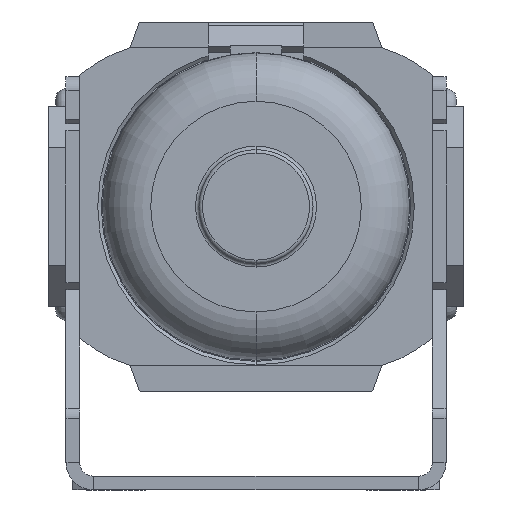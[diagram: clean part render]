
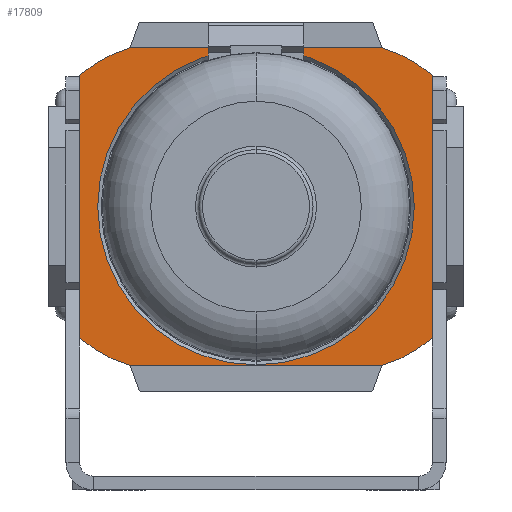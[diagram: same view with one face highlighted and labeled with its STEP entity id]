
A CAD part, front view. The second image highlights one B-rep face of the part: STEP entity #17809.
In plain terms, the highlighted planar face has unit normal (0, -1, 0).
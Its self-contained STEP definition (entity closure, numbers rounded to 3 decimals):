
#1430 = AXIS2_PLACEMENT_3D ( 'NONE', #12590, #4742, #16376 ) ;
#1618 = CIRCLE ( 'NONE', #7232, 22.9 ) ;
#1629 = DIRECTION ( 'NONE',  ( 0., 0., -1. ) ) ;
#1989 = VECTOR ( 'NONE', #20666, 1000. ) ;
#2037 = CARTESIAN_POINT ( 'NONE',  ( -18.217, -31., -23. ) ) ;
#2108 = EDGE_LOOP ( 'NONE', ( #3721, #16911, #15436, #8525, #11070, #14310, #2263, #18160 ) ) ;
#2263 = ORIENTED_EDGE ( 'NONE', *, *, #3830, .T. ) ;
#2654 = CARTESIAN_POINT ( 'NONE',  ( 25.5, -31., 19. ) ) ;
#3033 = VERTEX_POINT ( 'NONE', #2037 ) ;
#3280 = EDGE_CURVE ( 'NONE', #7295, #20805, #5849, .T. ) ;
#3675 = EDGE_LOOP ( 'NONE', ( #4367, #5755 ) ) ;
#3721 = ORIENTED_EDGE ( 'NONE', *, *, #19684, .F. ) ;
#3830 = EDGE_CURVE ( 'NONE', #12703, #6254, #15736, .T. ) ;
#3955 = CARTESIAN_POINT ( 'NONE',  ( 25.5, -31., -23. ) ) ;
#4222 = EDGE_CURVE ( 'NONE', #8764, #9323, #7131, .T. ) ;
#4238 = VECTOR ( 'NONE', #15509, 1000. ) ;
#4367 = ORIENTED_EDGE ( 'NONE', *, *, #4222, .T. ) ;
#4450 = CARTESIAN_POINT ( 'NONE',  ( 0., -31., 0. ) ) ;
#4742 = DIRECTION ( 'NONE',  ( 0., 1., 0. ) ) ;
#4787 = VERTEX_POINT ( 'NONE', #13589 ) ;
#5332 = CARTESIAN_POINT ( 'NONE',  ( 25.5, -31., 23. ) ) ;
#5419 = EDGE_CURVE ( 'NONE', #20805, #11694, #8663, .T. ) ;
#5529 = CARTESIAN_POINT ( 'NONE',  ( 25.5, -31., 26.7 ) ) ;
#5755 = ORIENTED_EDGE ( 'NONE', *, *, #21335, .T. ) ;
#5849 = CIRCLE ( 'NONE', #20171, 20. ) ;
#6101 = CARTESIAN_POINT ( 'NONE',  ( -18.217, -31., 23. ) ) ;
#6107 = DIRECTION ( 'NONE',  ( 0., 0., 1. ) ) ;
#6254 = VERTEX_POINT ( 'NONE', #17281 ) ;
#6699 = CIRCLE ( 'NONE', #7863, 20. ) ;
#7131 = CIRCLE ( 'NONE', #14452, 22.9 ) ;
#7232 = AXIS2_PLACEMENT_3D ( 'NONE', #17534, #7557, #19192 ) ;
#7281 = CARTESIAN_POINT ( 'NONE',  ( 25.5, -31., -19. ) ) ;
#7295 = VERTEX_POINT ( 'NONE', #10986 ) ;
#7313 = DIRECTION ( 'NONE',  ( 0., 1., 0. ) ) ;
#7557 = DIRECTION ( 'NONE',  ( 0., 1., 0. ) ) ;
#7863 = AXIS2_PLACEMENT_3D ( 'NONE', #8996, #20622, #10656 ) ;
#8297 = CARTESIAN_POINT ( 'NONE',  ( 12.441, -31., -3.852 ) ) ;
#8321 = CARTESIAN_POINT ( 'NONE',  ( -12.441, -31., 3.852 ) ) ;
#8508 = LINE ( 'NONE', #5332, #16851 ) ;
#8525 = ORIENTED_EDGE ( 'NONE', *, *, #5419, .F. ) ;
#8663 = LINE ( 'NONE', #5529, #4238 ) ;
#8764 = VERTEX_POINT ( 'NONE', #14708 ) ;
#8996 = CARTESIAN_POINT ( 'NONE',  ( -12.441, -31., -3.852 ) ) ;
#9081 = EDGE_CURVE ( 'NONE', #4787, #11694, #15821, .T. ) ;
#9323 = VERTEX_POINT ( 'NONE', #10727 ) ;
#9660 = FACE_BOUND ( 'NONE', #3675, .T. ) ;
#9772 = EDGE_CURVE ( 'NONE', #3033, #4787, #15290, .T. ) ;
#9969 = DIRECTION ( 'NONE',  ( 1., 0., 0. ) ) ;
#9992 = DIRECTION ( 'NONE',  ( -1., 0., 0. ) ) ;
#10656 = DIRECTION ( 'NONE',  ( -1., 0., 0. ) ) ;
#10727 = CARTESIAN_POINT ( 'NONE',  ( 0., -31., 22.9 ) ) ;
#10986 = CARTESIAN_POINT ( 'NONE',  ( 18.217, -31., 23. ) ) ;
#11070 = ORIENTED_EDGE ( 'NONE', *, *, #3280, .F. ) ;
#11524 = AXIS2_PLACEMENT_3D ( 'NONE', #8321, #19947, #9992 ) ;
#11528 = EDGE_CURVE ( 'NONE', #6254, #15827, #15515, .T. ) ;
#11694 = VERTEX_POINT ( 'NONE', #7281 ) ;
#12590 = CARTESIAN_POINT ( 'NONE',  ( 25.5, -31., 26.7 ) ) ;
#12703 = VERTEX_POINT ( 'NONE', #6101 ) ;
#13589 = CARTESIAN_POINT ( 'NONE',  ( 18.217, -31., -23. ) ) ;
#13648 = DIRECTION ( 'NONE',  ( -1., 0., 0. ) ) ;
#14206 = AXIS2_PLACEMENT_3D ( 'NONE', #8297, #19924, #9969 ) ;
#14310 = ORIENTED_EDGE ( 'NONE', *, *, #20537, .T. ) ;
#14452 = AXIS2_PLACEMENT_3D ( 'NONE', #4450, #16091, #6107 ) ;
#14708 = CARTESIAN_POINT ( 'NONE',  ( 0., -31., -22.9 ) ) ;
#14722 = PLANE ( 'NONE',  #1430 ) ;
#15290 = LINE ( 'NONE', #3955, #1989 ) ;
#15436 = ORIENTED_EDGE ( 'NONE', *, *, #9081, .T. ) ;
#15509 = DIRECTION ( 'NONE',  ( 0., 0., -1. ) ) ;
#15515 = LINE ( 'NONE', #21547, #16038 ) ;
#15736 = CIRCLE ( 'NONE', #11524, 20. ) ;
#15821 = CIRCLE ( 'NONE', #14206, 20. ) ;
#15827 = VERTEX_POINT ( 'NONE', #19747 ) ;
#16038 = VECTOR ( 'NONE', #1629, 1000. ) ;
#16091 = DIRECTION ( 'NONE',  ( 0., 1., 0. ) ) ;
#16376 = DIRECTION ( 'NONE',  ( 0., 0., 1. ) ) ;
#16851 = VECTOR ( 'NONE', #13648, 1000. ) ;
#16911 = ORIENTED_EDGE ( 'NONE', *, *, #9772, .T. ) ;
#17281 = CARTESIAN_POINT ( 'NONE',  ( -25.5, -31., 19. ) ) ;
#17296 = CARTESIAN_POINT ( 'NONE',  ( 12.441, -31., 3.852 ) ) ;
#17534 = CARTESIAN_POINT ( 'NONE',  ( 0., -31., 0. ) ) ;
#17809 = ADVANCED_FACE ( 'NONE', ( #9660, #18490 ), #14722, .F. ) ;
#18160 = ORIENTED_EDGE ( 'NONE', *, *, #11528, .T. ) ;
#18490 = FACE_OUTER_BOUND ( 'NONE', #2108, .T. ) ;
#18944 = DIRECTION ( 'NONE',  ( 1., 0., 0. ) ) ;
#19192 = DIRECTION ( 'NONE',  ( 0., 0., 1. ) ) ;
#19684 = EDGE_CURVE ( 'NONE', #3033, #15827, #6699, .T. ) ;
#19747 = CARTESIAN_POINT ( 'NONE',  ( -25.5, -31., -19. ) ) ;
#19924 = DIRECTION ( 'NONE',  ( 0., -1., 0. ) ) ;
#19947 = DIRECTION ( 'NONE',  ( 0., -1., 0. ) ) ;
#20171 = AXIS2_PLACEMENT_3D ( 'NONE', #17296, #7313, #18944 ) ;
#20537 = EDGE_CURVE ( 'NONE', #7295, #12703, #8508, .T. ) ;
#20622 = DIRECTION ( 'NONE',  ( 0., 1., 0. ) ) ;
#20666 = DIRECTION ( 'NONE',  ( 1., 0., 0. ) ) ;
#20805 = VERTEX_POINT ( 'NONE', #2654 ) ;
#21335 = EDGE_CURVE ( 'NONE', #9323, #8764, #1618, .T. ) ;
#21547 = CARTESIAN_POINT ( 'NONE',  ( -25.5, -31., 26.7 ) ) ;
